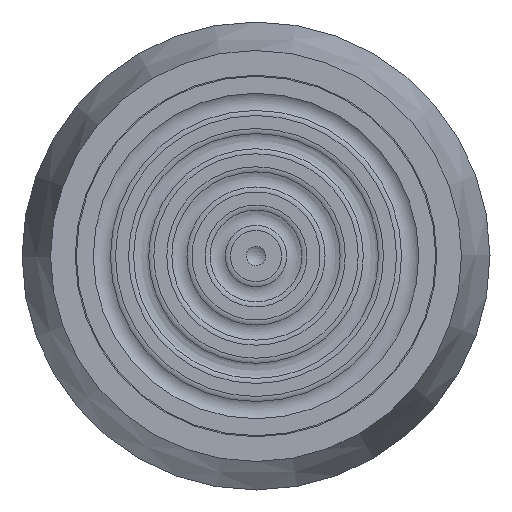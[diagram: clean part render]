
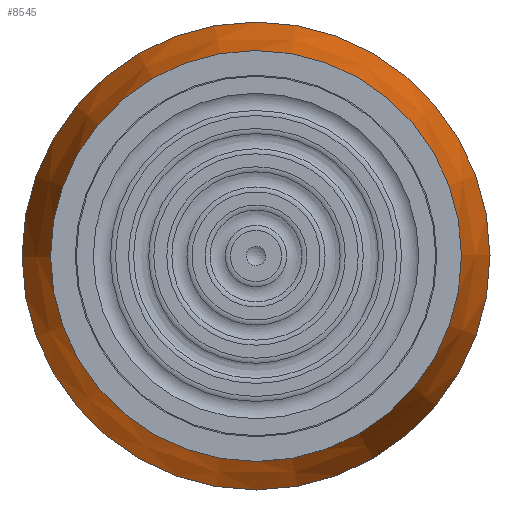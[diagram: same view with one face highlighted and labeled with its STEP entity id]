
A CAD part, left-side view. The second image highlights one B-rep face of the part: STEP entity #8545.
In plain terms, the highlighted conical face has half-angle 15 degrees and reference radius 20.66 mm.
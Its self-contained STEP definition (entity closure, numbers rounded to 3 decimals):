
#1166=CONICAL_SURFACE('',#9061,20.66,0.262);
#1648=FACE_OUTER_BOUND('',#2186,.T.);
#2186=EDGE_LOOP('',(#7919,#7920,#7921,#7922));
#2598=LINE('',#31454,#2998);
#2998=VECTOR('',#10364,20.66);
#3223=CIRCLE('',#9035,19.321);
#3232=CIRCLE('',#9062,22.);
#4055=VERTEX_POINT('',#27396);
#4086=VERTEX_POINT('',#31452);
#5316=EDGE_CURVE('',#4055,#4055,#3223,.T.);
#5367=EDGE_CURVE('',#4086,#4086,#3232,.T.);
#5368=EDGE_CURVE('',#4086,#4055,#2598,.T.);
#7919=ORIENTED_EDGE('',*,*,#5367,.F.);
#7920=ORIENTED_EDGE('',*,*,#5368,.T.);
#7921=ORIENTED_EDGE('',*,*,#5316,.T.);
#7922=ORIENTED_EDGE('',*,*,#5368,.F.);
#8545=ADVANCED_FACE('',(#1648),#1166,.T.);
#9035=AXIS2_PLACEMENT_3D('',#27397,#10287,#10288);
#9061=AXIS2_PLACEMENT_3D('',#31451,#10360,#10361);
#9062=AXIS2_PLACEMENT_3D('',#31453,#10362,#10363);
#10287=DIRECTION('center_axis',(1.,0.,0.));
#10288=DIRECTION('ref_axis',(0.,0.,-1.));
#10360=DIRECTION('center_axis',(1.,0.,0.));
#10361=DIRECTION('ref_axis',(0.,1.,0.));
#10362=DIRECTION('center_axis',(1.,0.,0.));
#10363=DIRECTION('ref_axis',(0.,0.,-1.));
#10364=DIRECTION('',(-0.966,0.259,0.));
#27396=CARTESIAN_POINT('',(-38.,-19.321,0.));
#27397=CARTESIAN_POINT('Origin',(-38.,0.,0.));
#31451=CARTESIAN_POINT('Origin',(-33.,0.,0.));
#31452=CARTESIAN_POINT('',(-28.,-22.,0.));
#31453=CARTESIAN_POINT('Origin',(-28.,0.,0.));
#31454=CARTESIAN_POINT('',(-33.,-20.66,0.));
